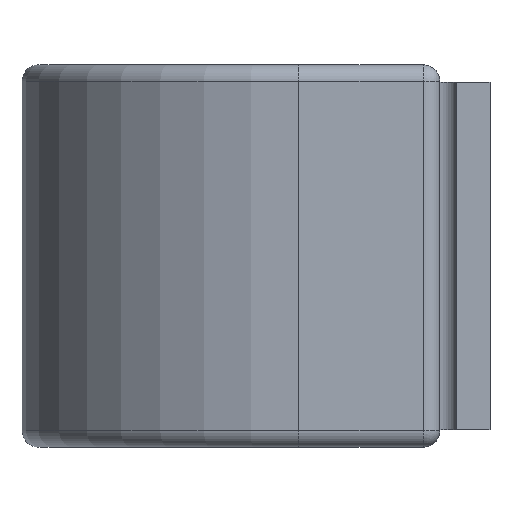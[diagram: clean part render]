
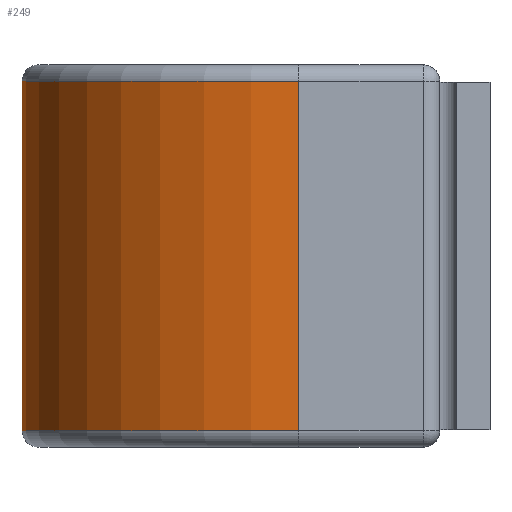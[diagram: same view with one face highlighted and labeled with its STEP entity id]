
A CAD part, left-side view. The second image highlights one B-rep face of the part: STEP entity #249.
In plain terms, the highlighted cylindrical face has radius 12.636 mm (diameter 25.273 mm), a partial arc.
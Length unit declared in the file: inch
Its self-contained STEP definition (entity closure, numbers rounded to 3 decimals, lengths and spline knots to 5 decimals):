
#11 = VECTOR ( 'NONE', #1473, 39.37008 ) ;
#105 = DIRECTION ( 'NONE',  ( 0., 0., 1. ) ) ;
#146 = CARTESIAN_POINT ( 'NONE',  ( 1.187, 0.34375, 0.31375 ) ) ;
#169 = CARTESIAN_POINT ( 'NONE',  ( 1.187, 0.34375, -0.31375 ) ) ;
#245 = AXIS2_PLACEMENT_3D ( 'NONE', #723, #105, #1477 ) ;
#249 = ADVANCED_FACE ( 'NONE', ( #1385 ), #351, .T. ) ;
#269 = CARTESIAN_POINT ( 'NONE',  ( 1.6845, 0.34375, 0.31375 ) ) ;
#300 = DIRECTION ( 'NONE',  ( 1., 0., 0. ) ) ;
#317 = DIRECTION ( 'NONE',  ( 1., 0., 0. ) ) ;
#351 = CYLINDRICAL_SURFACE ( 'NONE', #245, 0.4975 ) ;
#409 = VERTEX_POINT ( 'NONE', #647 ) ;
#483 = AXIS2_PLACEMENT_3D ( 'NONE', #146, #1251, #300 ) ;
#505 = VERTEX_POINT ( 'NONE', #1732 ) ;
#550 = EDGE_CURVE ( 'NONE', #505, #716, #1664, .T. ) ;
#647 = CARTESIAN_POINT ( 'NONE',  ( 0.6895, 0.34375, -0.31375 ) ) ;
#716 = VERTEX_POINT ( 'NONE', #269 ) ;
#723 = CARTESIAN_POINT ( 'NONE',  ( 1.187, 0.34375, 0.3125 ) ) ;
#745 = CIRCLE ( 'NONE', #793, 0.4975 ) ;
#793 = AXIS2_PLACEMENT_3D ( 'NONE', #169, #1273, #317 ) ;
#875 = VERTEX_POINT ( 'NONE', #1708 ) ;
#976 = CARTESIAN_POINT ( 'NONE',  ( 0.6895, 0.34375, -0.31375 ) ) ;
#1020 = EDGE_CURVE ( 'NONE', #409, #875, #1801, .T. ) ;
#1078 = EDGE_CURVE ( 'NONE', #505, #409, #745, .T. ) ;
#1251 = DIRECTION ( 'NONE',  ( 0., 0., 1. ) ) ;
#1273 = DIRECTION ( 'NONE',  ( 0., 0., 1. ) ) ;
#1305 = ORIENTED_EDGE ( 'NONE', *, *, #1078, .T. ) ;
#1316 = CARTESIAN_POINT ( 'NONE',  ( 1.6845, 0.34375, -0.31375 ) ) ;
#1366 = ORIENTED_EDGE ( 'NONE', *, *, #1500, .F. ) ;
#1385 = FACE_OUTER_BOUND ( 'NONE', #1691, .T. ) ;
#1425 = CIRCLE ( 'NONE', #483, 0.4975 ) ;
#1473 = DIRECTION ( 'NONE',  ( 0., 0., 1. ) ) ;
#1477 = DIRECTION ( 'NONE',  ( 1., 0., 0. ) ) ;
#1500 = EDGE_CURVE ( 'NONE', #716, #875, #1425, .T. ) ;
#1664 = LINE ( 'NONE', #1316, #11 ) ;
#1669 = ORIENTED_EDGE ( 'NONE', *, *, #550, .F. ) ;
#1691 = EDGE_LOOP ( 'NONE', ( #1669, #1305, #1923, #1366 ) ) ;
#1708 = CARTESIAN_POINT ( 'NONE',  ( 0.6895, 0.34375, 0.31375 ) ) ;
#1732 = CARTESIAN_POINT ( 'NONE',  ( 1.6845, 0.34375, -0.31375 ) ) ;
#1757 = VECTOR ( 'NONE', #1888, 39.37008 ) ;
#1801 = LINE ( 'NONE', #976, #1757 ) ;
#1888 = DIRECTION ( 'NONE',  ( 0., 0., 1. ) ) ;
#1923 = ORIENTED_EDGE ( 'NONE', *, *, #1020, .T. ) ;
